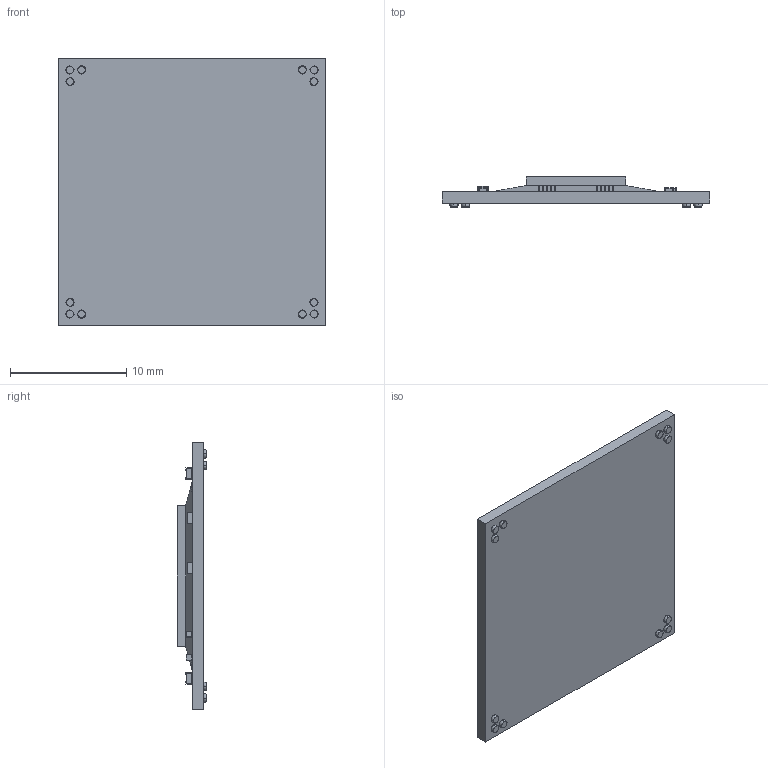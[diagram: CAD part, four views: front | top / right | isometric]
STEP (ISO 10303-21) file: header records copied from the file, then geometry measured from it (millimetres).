
FILE_DESCRIPTION (( 'STEP AP214' ), '1' );
FILE_NAME ('FBG484.STEP', '2021-05-08T13:23:43', ( '' ), ( '' ), 'SwSTEP 2.0', 'SolidWorks 2019', '' );
FILE_SCHEMA (( 'AUTOMOTIVE_DESIGN' ));
Length unit declared in the file: millimetre
Products named in the file (7): CARRAY; Ball; Die; FBG484; CWide; Substrate; C0402_0402
Assembly tree (25 placements, depth 2):
  FBG484
    Substrate
    Die
    Ball  x12
    CARRAY  x3
    C0402_0402  x2
    CWide  x6
Bounding box: 23 x 2.57 x 23 mm (x, y, z)
Volume: 806 mm3; surface area: 1732.4 mm2
Topology: 25 solids, 25 shells, 1368 faces, 3297 edges, 1910 vertices
Faces by surface type: plane 514, cylinder 480, bspline 334, sphere 40
Entity records: 26587 total; most frequent: CARTESIAN_POINT 10389, ORIENTED_EDGE 2754, DIRECTION 2159, EDGE_CURVE 1377, LINE 879, VECTOR 879, VERTEX_POINT 854, AXIS2_PLACEMENT_3D 640
